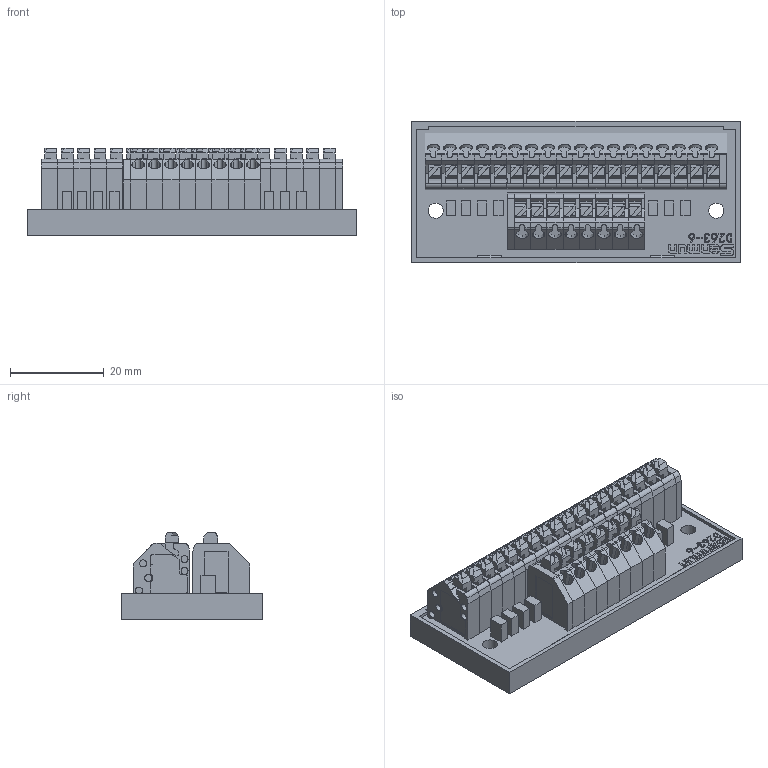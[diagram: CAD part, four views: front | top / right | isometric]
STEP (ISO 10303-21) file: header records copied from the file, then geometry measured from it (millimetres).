
FILE_DESCRIPTION(/* description */ (''),/* implementation_level */ '2;1');
FILE_NAME(/* name */ 'D263-6 3D.stp',/* time_stamp */ '2024-08-14T17:05:56+08:00',/* author */ (''),/* organization */ (''),/* preprocessor_version */ 'ST-DEVELOPER v14',/* originating_system */ 'SIEMENS PLM Software NX 8.0',/* authorisation */ '');
FILE_SCHEMA (('AUTOMOTIVE_DESIGN { 1 0 10303 214 3 1 1 1 }'));
Products named in the file (1): D263-6 3D_stp
Bounding box: 70.2 x 30.2 x 18.7 mm (x, y, z)
Volume: 21978.8 mm3; surface area: 19887.4 mm2
Topology: 29 solids, 29 shells, 2580 faces, 7262 edges, 4830 vertices
Faces by surface type: plane 1870, cylinder 693, extrusion 17
Full cylindrical faces by diameter (mm): 1.497 x6, 3.2 x2
Entity records: 84796 total; most frequent: CARTESIAN_POINT 15451, ORIENTED_EDGE 14496, DIRECTION 13793, EDGE_CURVE 7248, VECTOR 5821, LINE 5804, VERTEX_POINT 4830, AXIS2_PLACEMENT_3D 3986
